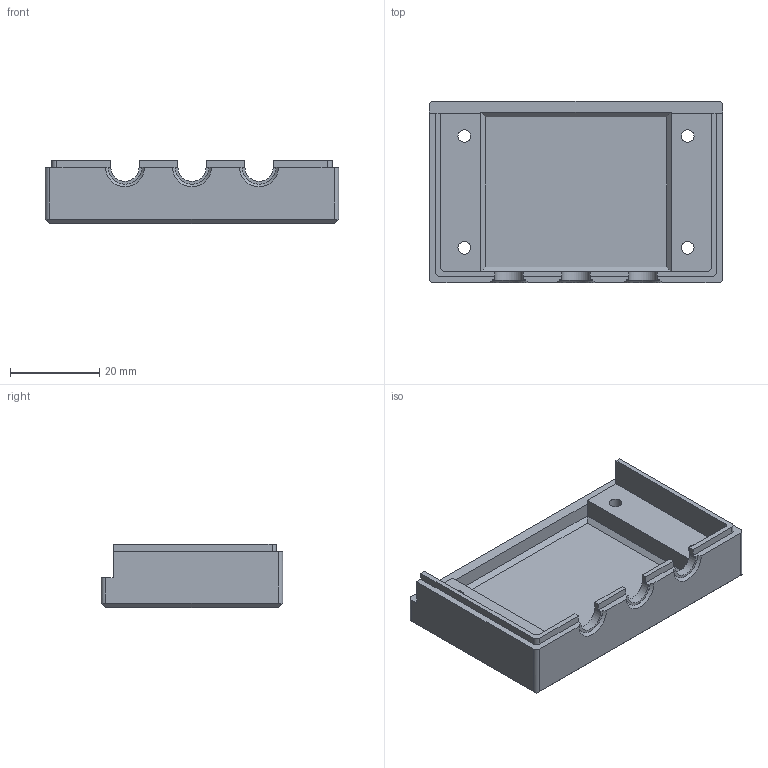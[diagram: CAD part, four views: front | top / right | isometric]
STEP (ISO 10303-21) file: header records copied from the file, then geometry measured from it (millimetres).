
FILE_DESCRIPTION(('FreeCAD Model'),'2;1');
FILE_NAME('Open CASCADE Shape Model','2025-10-27T20:24:46',('Author'),( ''),'Open CASCADE STEP processor 7.7','FreeCAD','Unknown');
FILE_SCHEMA(('AUTOMOTIVE_DESIGN { 1 0 10303 214 1 1 1 1 }'));
Length unit declared in the file: millimetre
Products named in the file (1): Body_case_back
Bounding box: 65.6 x 40.6 x 14.2 mm (x, y, z)
Volume: 13900 mm3; surface area: 9409.2 mm2
Topology: 1 solids, 1 shells, 77 faces, 211 edges, 136 vertices
Faces by surface type: plane 48, cylinder 22, cone 7
Full cylindrical faces by diameter (mm): 2.8 x4, 4.8 x4
Entity records: 2468 total; most frequent: CARTESIAN_POINT 425, DIRECTION 422, ORIENTED_EDGE 422, EDGE_CURVE 211, LINE 156, VECTOR 156, VERTEX_POINT 136, AXIS2_PLACEMENT_3D 133
